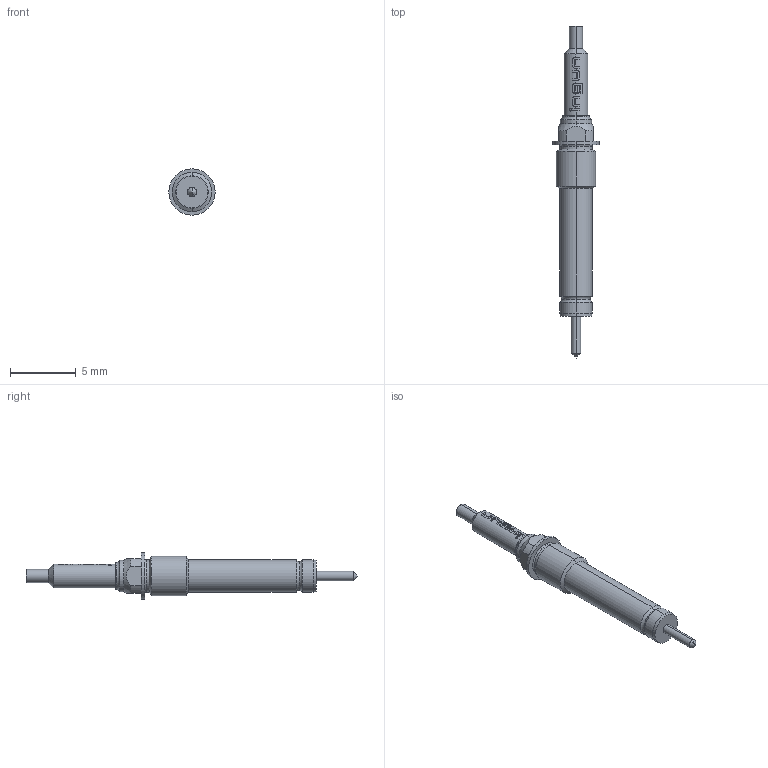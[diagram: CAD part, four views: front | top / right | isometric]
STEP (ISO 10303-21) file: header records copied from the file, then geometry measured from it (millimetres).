
FILE_DESCRIPTION (( 'STEP AP203' ), '1' );
FILE_NAME ('INGUN_SKS-115_302_100_A_xx02_M.STEP', '2022-02-17T11:27:49', ( 'ochi' ), ( '' ), 'SwSTEP 2.0', 'SolidWorks 2018', '' );
FILE_SCHEMA (( 'CONFIG_CONTROL_DESIGN' ));
Length unit declared in the file: millimetre
Products named in the file (1): INGUN_SKS-115_302_100_A_xx02_M
Bounding box: 3.5 x 25.15 x 3.5 mm (x, y, z)
Volume: 95.8 mm3; surface area: 183.4 mm2
Topology: 1 solids, 1 shells, 126 faces, 329 edges, 209 vertices
Faces by surface type: bspline 62, cylinder 34, torus 10, cone 10, plane 10
Entity records: 5059 total; most frequent: CARTESIAN_POINT 2450, ORIENTED_EDGE 654, EDGE_CURVE 327, DIRECTION 313, B_SPLINE_CURVE_WITH_KNOTS 210, VERTEX_POINT 209, EDGE_LOOP 132, AXIS2_PLACEMENT_3D 131
